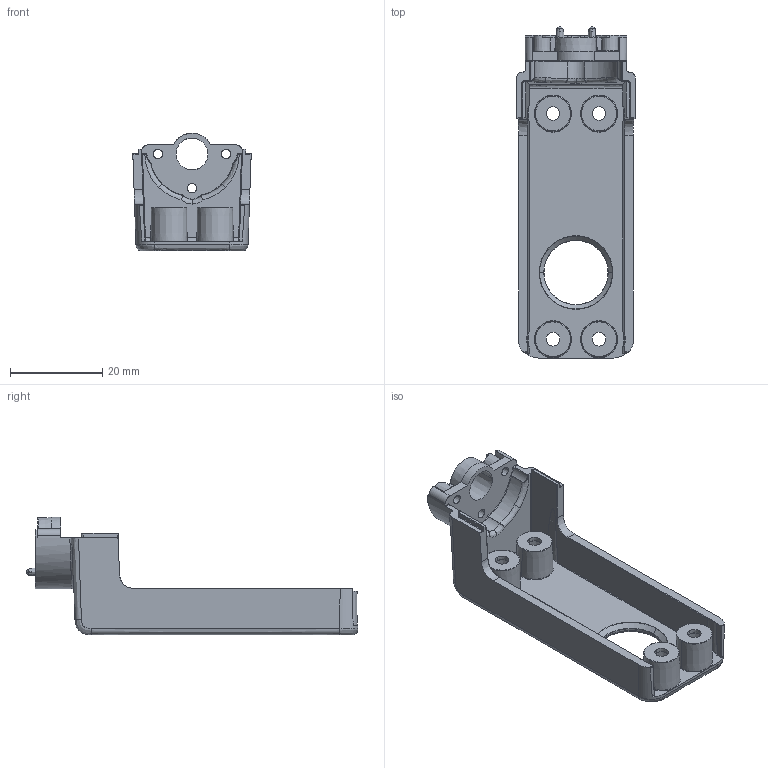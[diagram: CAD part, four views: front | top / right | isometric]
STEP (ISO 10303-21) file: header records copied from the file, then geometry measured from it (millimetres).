
FILE_DESCRIPTION((''),'2;1');
FILE_NAME('ZOWI_LEG_FRONT_00J','2015-09-23T',('simon.baumgartner'),(''),'PRO/ENGINEER BY PARAMETRIC TECHNOLOGY CORPORATION, 2014430','PRO/ENGINEER BY PARAMETRIC TECHNOLOGY CORPORATION, 2014430','');
FILE_SCHEMA(('CONFIG_CONTROL_DESIGN'));
Length unit declared in the file: millimetre
Products named in the file (1): ZOWI_LEG_FRONT_00J
Bounding box: 25.7 x 72.06 x 25.5 mm (x, y, z)
Volume: 6837.3 mm3; surface area: 8486.7 mm2
Topology: 1 solids, 1 shells, 557 faces, 1290 edges, 739 vertices
Faces by surface type: bspline 145, torus 119, cylinder 90, cone 81, plane 71, sphere 42, extrusion 9
Entity records: 24204 total; most frequent: CARTESIAN_POINT 12466, ORIENTED_EDGE 2578, DIRECTION 2338, EDGE_CURVE 1289, AXIS2_PLACEMENT_3D 1022, VERTEX_POINT 739, CIRCLE 619, EDGE_LOOP 580
